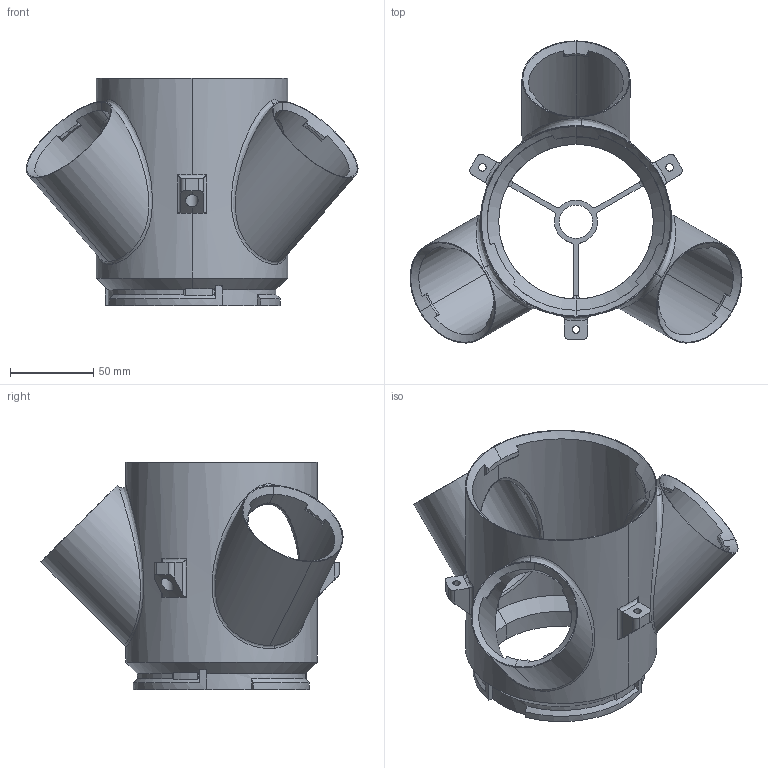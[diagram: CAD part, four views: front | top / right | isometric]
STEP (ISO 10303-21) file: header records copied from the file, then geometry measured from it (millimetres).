
FILE_DESCRIPTION (( 'STEP AP203' ), '1' );
FILE_NAME ('3-Way_Planting_Module_Hollow.STEP', '2020-11-29T12:37:56', ( '' ), ( '' ), '', '', '' );
FILE_SCHEMA (( 'CONFIG_CONTROL_DESIGN' ));
Length unit declared in the file: millimetre
Products named in the file (1): 3-Way_Planting_Module_Hollow
Bounding box: 199.58 x 181.7 x 136.5 mm (x, y, z)
Volume: 261192.9 mm3; surface area: 134003.9 mm2
Topology: 1 solids, 1 shells, 233 faces, 671 edges, 440 vertices
Faces by surface type: cylinder 89, plane 78, cone 47, bspline 12, torus 7
Entity records: 12397 total; most frequent: CARTESIAN_POINT 6224, ORIENTED_EDGE 1342, DIRECTION 1235, EDGE_CURVE 671, AXIS2_PLACEMENT_3D 462, VERTEX_POINT 440, VECTOR 311, LINE 311
